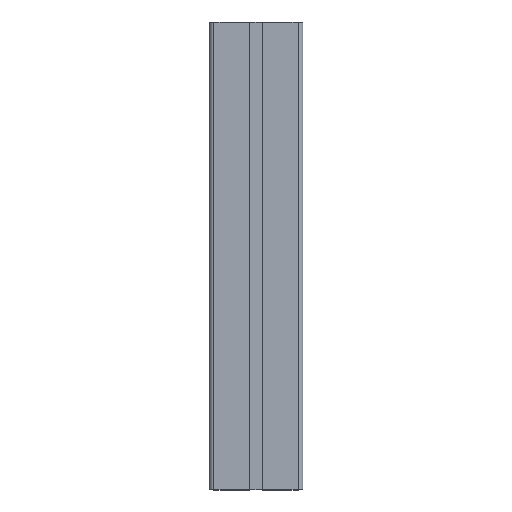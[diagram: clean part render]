
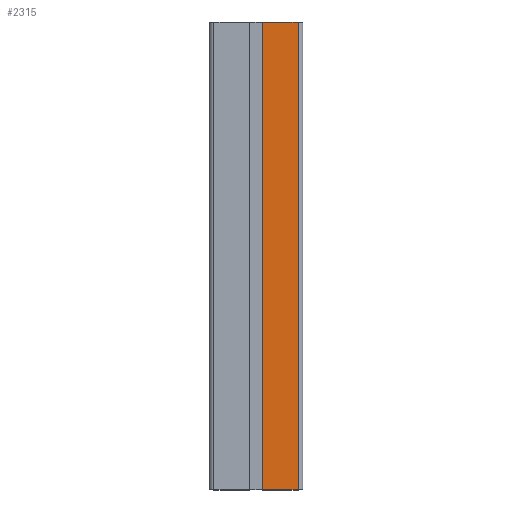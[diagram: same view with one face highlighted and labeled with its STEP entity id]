
A CAD part, top view. The second image highlights one B-rep face of the part: STEP entity #2315.
In plain terms, the highlighted face is planar.
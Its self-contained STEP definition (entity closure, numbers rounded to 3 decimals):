
#144 = VECTOR ( 'NONE', #1065, 1000. ) ;
#204 = VECTOR ( 'NONE', #804, 1000. ) ;
#211 = VECTOR ( 'NONE', #821, 1000. ) ;
#224 = VECTOR ( 'NONE', #830, 1000. ) ;
#792 = LINE ( 'NONE', #795, #204 ) ;
#795 = CARTESIAN_POINT ( 'NONE',  ( -4.1, 30., -300. ) ) ;
#804 = DIRECTION ( 'NONE',  ( 0., 0., 1. ) ) ;
#812 = LINE ( 'NONE', #814, #224 ) ;
#814 = CARTESIAN_POINT ( 'NONE',  ( -27., 30., -300. ) ) ;
#820 = CARTESIAN_POINT ( 'NONE',  ( -4.1, 30., -300. ) ) ;
#821 = DIRECTION ( 'NONE',  ( -1., 0., 0. ) ) ;
#830 = DIRECTION ( 'NONE',  ( 0., 0., 1. ) ) ;
#831 = LINE ( 'NONE', #820, #211 ) ;
#1065 = DIRECTION ( 'NONE',  ( -1., 0., 0. ) ) ;
#1070 = LINE ( 'NONE', #1079, #144 ) ;
#1079 = CARTESIAN_POINT ( 'NONE',  ( -4.1, 30., 0. ) ) ;
#1417 = CARTESIAN_POINT ( 'NONE',  ( -4.1, 30., -300. ) ) ;
#1427 = CARTESIAN_POINT ( 'NONE',  ( -27., 30., -300. ) ) ;
#1435 = CARTESIAN_POINT ( 'NONE',  ( -27., 30., 0. ) ) ;
#1463 = CARTESIAN_POINT ( 'NONE',  ( -4.1, 30., 0. ) ) ;
#1680 = AXIS2_PLACEMENT_3D ( 'NONE', #2347, #2325, #2331 ) ;
#1941 = ORIENTED_EDGE ( 'NONE', *, *, #3981, .T. ) ;
#1950 = ORIENTED_EDGE ( 'NONE', *, *, #3979, .T. ) ;
#1999 = ORIENTED_EDGE ( 'NONE', *, *, #3902, .F. ) ;
#2001 = ORIENTED_EDGE ( 'NONE', *, *, #3970, .F. ) ;
#2315 = ADVANCED_FACE ( 'PLANAR_1', ( #2324 ), #2350, .T. ) ;
#2324 = FACE_OUTER_BOUND ( 'NONE', #5019, .T. ) ;
#2325 = DIRECTION ( 'NONE',  ( 0., 1., 0. ) ) ;
#2331 = DIRECTION ( 'NONE',  ( 0., 0., 1. ) ) ;
#2347 = CARTESIAN_POINT ( 'NONE',  ( -4.1, 30., -300. ) ) ;
#2350 = PLANE ( 'NONE',  #1680 ) ;
#3902 = EDGE_CURVE ( 'NONE', #5069, #5038, #1070, .T. ) ;
#3970 = EDGE_CURVE ( 'NONE', #5054, #5069, #792, .T. ) ;
#3979 = EDGE_CURVE ( 'NONE', #5054, #5056, #831, .T. ) ;
#3981 = EDGE_CURVE ( 'NONE', #5056, #5038, #812, .T. ) ;
#5019 = EDGE_LOOP ( 'NONE', ( #1999, #2001, #1950, #1941 ) ) ;
#5038 = VERTEX_POINT ( 'NONE', #1435 ) ;
#5054 = VERTEX_POINT ( 'NONE', #1417 ) ;
#5056 = VERTEX_POINT ( 'NONE', #1427 ) ;
#5069 = VERTEX_POINT ( 'NONE', #1463 ) ;
